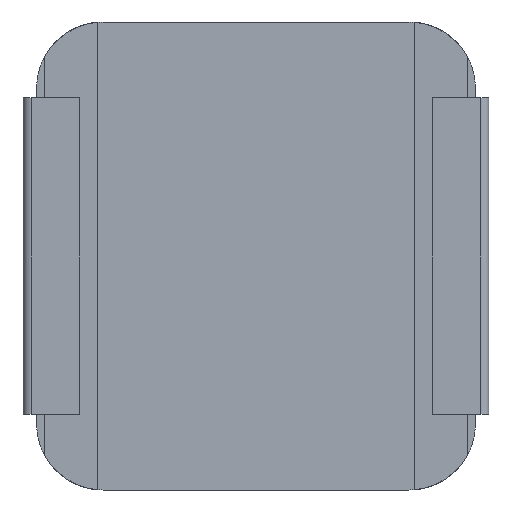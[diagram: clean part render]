
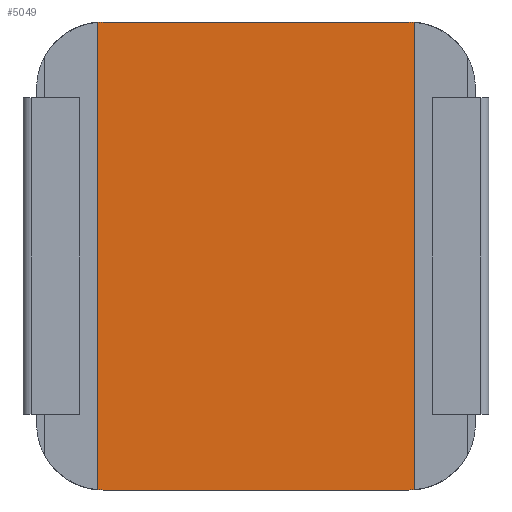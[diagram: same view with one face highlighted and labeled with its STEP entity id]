
A CAD part, front view. The second image highlights one B-rep face of the part: STEP entity #5049.
In plain terms, the highlighted planar face has unit normal (0, -1, 0).
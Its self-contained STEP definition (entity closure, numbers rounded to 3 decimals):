
#150 = VERTEX_POINT ( 'NONE', #2671 ) ;
#241 = DIRECTION ( 'NONE',  ( 1., 0., 0. ) ) ;
#412 = EDGE_CURVE ( 'NONE', #150, #939, #1116, .T. ) ;
#603 = DIRECTION ( 'NONE',  ( 0., -1., 0. ) ) ;
#618 = CARTESIAN_POINT ( 'NONE',  ( 5.75, 0., -6.3 ) ) ;
#663 = CARTESIAN_POINT ( 'NONE',  ( -5.75, 0., -8.8 ) ) ;
#669 = ORIENTED_EDGE ( 'NONE', *, *, #2466, .F. ) ;
#765 = CARTESIAN_POINT ( 'NONE',  ( 5.95, 0., -8.792 ) ) ;
#792 = CARTESIAN_POINT ( 'NONE',  ( -5.95, 0., -8.8 ) ) ;
#814 = DIRECTION ( 'NONE',  ( 0., 0., 1. ) ) ;
#939 = VERTEX_POINT ( 'NONE', #663 ) ;
#1005 = VERTEX_POINT ( 'NONE', #4755 ) ;
#1116 = CIRCLE ( 'NONE', #2231, 2.5 ) ;
#1129 = LINE ( 'NONE', #2874, #3646 ) ;
#1136 = DIRECTION ( 'NONE',  ( 0., 0., 1. ) ) ;
#1459 = VECTOR ( 'NONE', #241, 1000. ) ;
#1476 = CARTESIAN_POINT ( 'NONE',  ( 5.95, 0., 8.792 ) ) ;
#1557 = DIRECTION ( 'NONE',  ( 0., 0., 1. ) ) ;
#1692 = AXIS2_PLACEMENT_3D ( 'NONE', #5409, #2238, #2272 ) ;
#1894 = EDGE_CURVE ( 'NONE', #3263, #4884, #5153, .T. ) ;
#1927 = LINE ( 'NONE', #792, #2636 ) ;
#1975 = VERTEX_POINT ( 'NONE', #4185 ) ;
#2058 = ORIENTED_EDGE ( 'NONE', *, *, #5520, .F. ) ;
#2095 = DIRECTION ( 'NONE',  ( 0., -1., 0. ) ) ;
#2199 = EDGE_CURVE ( 'NONE', #2431, #1005, #2275, .T. ) ;
#2231 = AXIS2_PLACEMENT_3D ( 'NONE', #4742, #2095, #1136 ) ;
#2238 = DIRECTION ( 'NONE',  ( 0., -1., 0. ) ) ;
#2272 = DIRECTION ( 'NONE',  ( 0., 0., 1. ) ) ;
#2275 = CIRCLE ( 'NONE', #5089, 2.5 ) ;
#2290 = DIRECTION ( 'NONE',  ( 0., 1., 0. ) ) ;
#2431 = VERTEX_POINT ( 'NONE', #1476 ) ;
#2466 = EDGE_CURVE ( 'NONE', #4454, #1005, #3414, .T. ) ;
#2628 = EDGE_LOOP ( 'NONE', ( #2058, #2714, #5231, #3913, #669, #3155, #3635, #2770 ) ) ;
#2636 = VECTOR ( 'NONE', #814, 1000. ) ;
#2671 = CARTESIAN_POINT ( 'NONE',  ( -5.95, 0., -8.792 ) ) ;
#2714 = ORIENTED_EDGE ( 'NONE', *, *, #1894, .T. ) ;
#2770 = ORIENTED_EDGE ( 'NONE', *, *, #412, .T. ) ;
#2874 = CARTESIAN_POINT ( 'NONE',  ( 5.95, 0., -8.8 ) ) ;
#3155 = ORIENTED_EDGE ( 'NONE', *, *, #5841, .T. ) ;
#3162 = EDGE_CURVE ( 'NONE', #150, #1975, #1927, .T. ) ;
#3263 = VERTEX_POINT ( 'NONE', #4547 ) ;
#3414 = LINE ( 'NONE', #4276, #1459 ) ;
#3591 = AXIS2_PLACEMENT_3D ( 'NONE', #618, #603, #5081 ) ;
#3635 = ORIENTED_EDGE ( 'NONE', *, *, #3162, .F. ) ;
#3646 = VECTOR ( 'NONE', #1557, 1000. ) ;
#3881 = DIRECTION ( 'NONE',  ( 0., -1., 0. ) ) ;
#3907 = DIRECTION ( 'NONE',  ( 0., 0., 1. ) ) ;
#3913 = ORIENTED_EDGE ( 'NONE', *, *, #2199, .T. ) ;
#3923 = CARTESIAN_POINT ( 'NONE',  ( -5.75, 0., 8.8 ) ) ;
#4073 = CARTESIAN_POINT ( 'NONE',  ( 0., 0., 0. ) ) ;
#4185 = CARTESIAN_POINT ( 'NONE',  ( -5.95, 0., 8.792 ) ) ;
#4276 = CARTESIAN_POINT ( 'NONE',  ( -8.25, 0., 8.8 ) ) ;
#4303 = EDGE_CURVE ( 'NONE', #4884, #2431, #1129, .T. ) ;
#4310 = VECTOR ( 'NONE', #5166, 1000. ) ;
#4454 = VERTEX_POINT ( 'NONE', #3923 ) ;
#4547 = CARTESIAN_POINT ( 'NONE',  ( 5.75, 0., -8.8 ) ) ;
#4701 = CARTESIAN_POINT ( 'NONE',  ( -8.25, 0., -8.8 ) ) ;
#4742 = CARTESIAN_POINT ( 'NONE',  ( -5.75, 0., -6.3 ) ) ;
#4755 = CARTESIAN_POINT ( 'NONE',  ( 5.75, 0., 8.8 ) ) ;
#4823 = CARTESIAN_POINT ( 'NONE',  ( 5.75, 0., 6.3 ) ) ;
#4866 = LINE ( 'NONE', #4701, #4310 ) ;
#4884 = VERTEX_POINT ( 'NONE', #765 ) ;
#5006 = CIRCLE ( 'NONE', #1692, 2.5 ) ;
#5049 = ADVANCED_FACE ( 'NONE', ( #5538 ), #5392, .F. ) ;
#5081 = DIRECTION ( 'NONE',  ( 0., 0., 1. ) ) ;
#5089 = AXIS2_PLACEMENT_3D ( 'NONE', #4823, #3881, #3907 ) ;
#5135 = AXIS2_PLACEMENT_3D ( 'NONE', #4073, #2290, #5426 ) ;
#5153 = CIRCLE ( 'NONE', #3591, 2.5 ) ;
#5166 = DIRECTION ( 'NONE',  ( -1., 0., 0. ) ) ;
#5231 = ORIENTED_EDGE ( 'NONE', *, *, #4303, .T. ) ;
#5392 = PLANE ( 'NONE',  #5135 ) ;
#5409 = CARTESIAN_POINT ( 'NONE',  ( -5.75, 0., 6.3 ) ) ;
#5426 = DIRECTION ( 'NONE',  ( 0., 0., 1. ) ) ;
#5520 = EDGE_CURVE ( 'NONE', #3263, #939, #4866, .T. ) ;
#5538 = FACE_OUTER_BOUND ( 'NONE', #2628, .T. ) ;
#5841 = EDGE_CURVE ( 'NONE', #4454, #1975, #5006, .T. ) ;
